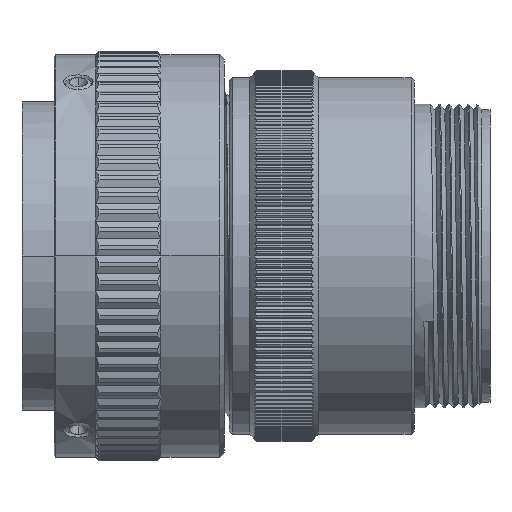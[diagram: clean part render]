
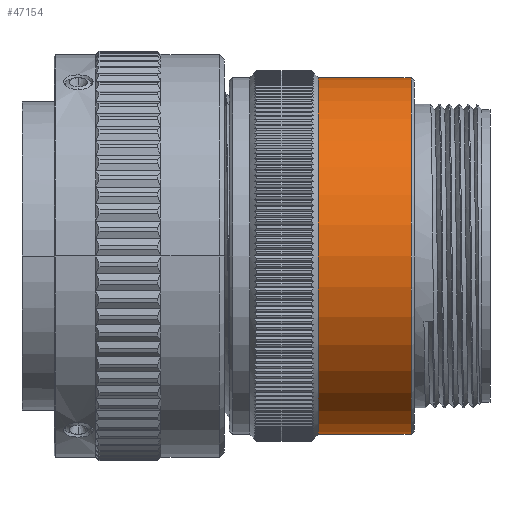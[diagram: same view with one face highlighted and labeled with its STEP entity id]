
A CAD part, front view. The second image highlights one B-rep face of the part: STEP entity #47154.
In plain terms, the highlighted cylindrical face has radius 26 mm (diameter 52 mm), a partial arc.
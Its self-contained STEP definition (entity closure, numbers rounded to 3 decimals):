
#10538=CARTESIAN_POINT('',(43.17,0.,0.));
#10539=DIRECTION('',(-1.,0.,0.));
#10540=DIRECTION('',(0.,0.,-1.));
#10541=AXIS2_PLACEMENT_3D('',#10538,#10539,#10540);
#16532=CARTESIAN_POINT('',(56.67,0.,0.));
#16533=DIRECTION('',(-1.,0.,0.));
#16534=DIRECTION('',(0.,0.,-1.));
#16535=AXIS2_PLACEMENT_3D('',#16532,#16533,#16534);
#16537=DIRECTION('',(-1.,0.,0.));
#16538=VECTOR('',#16537,13.5);
#16539=CARTESIAN_POINT('',(56.67,0.,-26.));
#16540=LINE('1407',#16539,#16538);
#16546=DIRECTION('',(-1.,0.,0.));
#16547=VECTOR('',#16546,13.5);
#16548=CARTESIAN_POINT('',(56.67,0.,26.));
#16549=LINE('1409',#16548,#16547);
#20809=CARTESIAN_POINT('',(56.67,0.,-26.));
#20810=CARTESIAN_POINT('',(43.17,0.,-26.));
#20811=VERTEX_POINT('',#20809);
#20812=VERTEX_POINT('',#20810);
#20817=CARTESIAN_POINT('',(56.67,0.,26.));
#20818=CARTESIAN_POINT('',(43.17,0.,26.));
#20819=VERTEX_POINT('',#20817);
#20820=VERTEX_POINT('',#20818);
#47140=CARTESIAN_POINT('',(70.07,0.,0.));
#47141=DIRECTION('',(-1.,0.,0.));
#47142=DIRECTION('',(0.,0.,-1.));
#47143=AXIS2_PLACEMENT_3D('',#47140,#47141,#47142);
#47144=CYLINDRICAL_SURFACE('262',#47143,26.);
#47146=ORIENTED_EDGE('1407',*,*,#47145,.T.);
#47147=ORIENTED_EDGE('1435',*,*,#35354,.T.);
#47149=ORIENTED_EDGE('1409',*,*,#47148,.F.);
#47151=ORIENTED_EDGE('3109',*,*,#47150,.F.);
#47152=EDGE_LOOP('262',(#47146,#47147,#47149,#47151));
#47153=FACE_OUTER_BOUND('262',#47152,.F.);
#10542=CIRCLE('1435',#10541,26.);
#16536=CIRCLE('3109',#16535,26.);
#35354=EDGE_CURVE('1435',#20812,#20820,#10542,.T.);
#47145=EDGE_CURVE('1407',#20811,#20812,#16540,.T.);
#47148=EDGE_CURVE('1409',#20819,#20820,#16549,.T.);
#47150=EDGE_CURVE('3109',#20811,#20819,#16536,.T.);
#47154=ADVANCED_FACE('262',(#47153),#47144,.T.);
